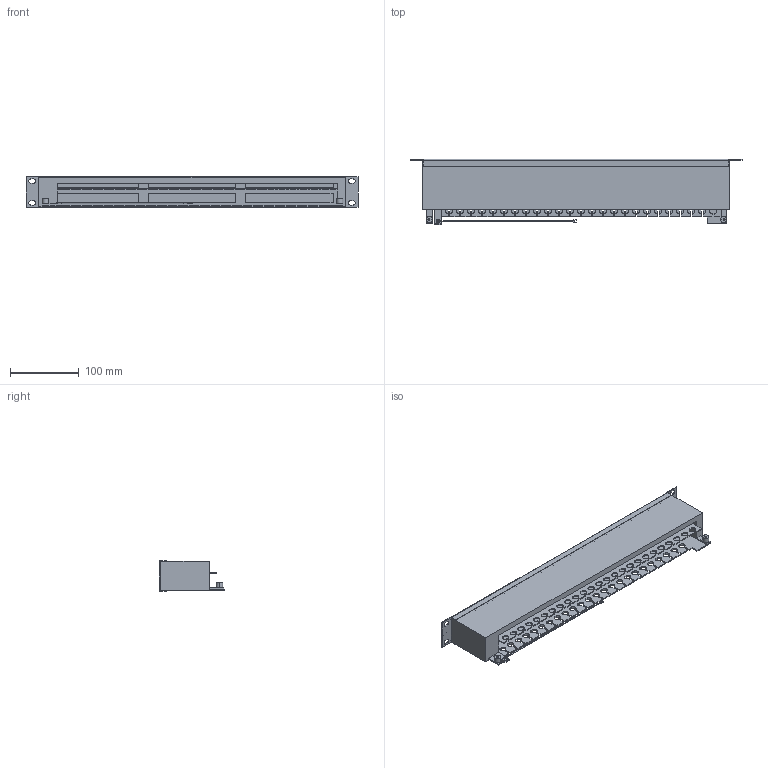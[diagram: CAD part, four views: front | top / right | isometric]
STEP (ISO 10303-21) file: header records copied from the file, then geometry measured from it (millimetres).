
FILE_DESCRIPTION (( 'STEP AP203' ), '1' );
FILE_NAME ('DCP110C5E-48S.STEP', '2012-05-17T14:44:38', ( 'x' ), ( 'Microsoft' ), 'SwSTEP 2.0', 'SolidWorks 2010', '' );
FILE_SCHEMA (( 'CONFIG_CONTROL_DESIGN' ));
Products named in the file (5): DCP110C5E-48S-MA3; 1AA13-031; DCP110C5E-48S; DCP110C5E-48S-MA1; DCP110C5E-48S-MA2
Assembly tree (9 placements, depth 2):
  DCP110C5E-48S
    DCP110C5E-48S-MA2  x6
    DCP110C5E-48S-MA3
    DCP110C5E-48S-MA1
    1AA13-031
Bounding box: 482.6 x 94.97 x 43.94 mm (x, y, z)
Volume: 581085.4 mm3; surface area: 327730.1 mm2
Topology: 10 solids, 10 shells, 4508 faces, 11811 edges, 7826 vertices
Faces by surface type: plane 3745, bspline 578, cylinder 185
Entity records: 124998 total; most frequent: CARTESIAN_POINT 68031, ORIENTED_EDGE 12942, DIRECTION 9291, EDGE_CURVE 6471, LINE 4831, VECTOR 4831, VERTEX_POINT 4266, EDGE_LOOP 2541
